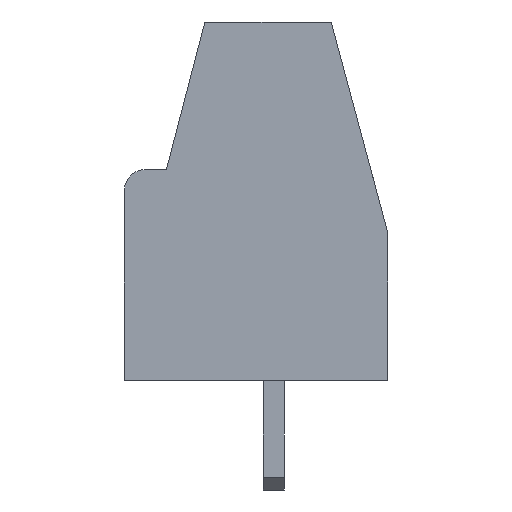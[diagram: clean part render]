
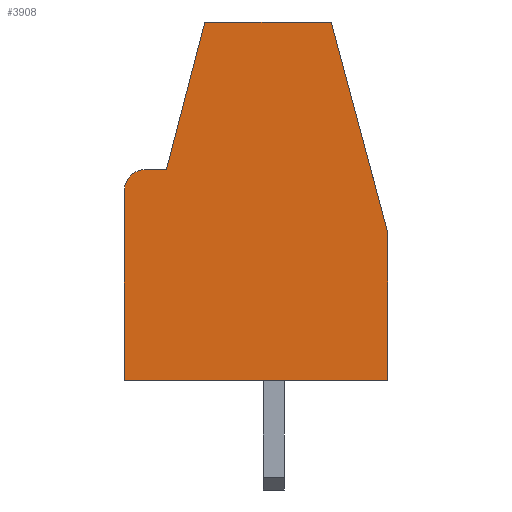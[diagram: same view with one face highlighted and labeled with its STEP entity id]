
A CAD part, left-side view. The second image highlights one B-rep face of the part: STEP entity #3908.
In plain terms, the highlighted planar face has unit normal (-1, 0, 0).
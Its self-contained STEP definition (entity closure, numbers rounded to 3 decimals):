
#1182 = EDGE_LOOP ( 'NONE', ( #14109, #10446, #7790, #14791, #7263, #2538, #21597, #16593 ) ) ;
#1314 = VECTOR ( 'NONE', #9947, 1000. ) ;
#1503 = EDGE_CURVE ( 'NONE', #8306, #32697, #24360, .T. ) ;
#1603 = CARTESIAN_POINT ( 'NONE',  ( -4.05, 2.125, 5. ) ) ;
#1995 = EDGE_CURVE ( 'NONE', #32802, #28160, #13447, .T. ) ;
#2538 = ORIENTED_EDGE ( 'NONE', *, *, #1995, .T. ) ;
#2652 = VERTEX_POINT ( 'NONE', #25376 ) ;
#3220 = EDGE_CURVE ( 'NONE', #28160, #2652, #15898, .T. ) ;
#3908 = ADVANCED_FACE ( 'NONE', ( #20685 ), #29223, .T. ) ;
#4014 = CARTESIAN_POINT ( 'NONE',  ( -4.05, 3.125, 0. ) ) ;
#4567 = CARTESIAN_POINT ( 'NONE',  ( -4.05, 2.125, 5. ) ) ;
#4611 = CARTESIAN_POINT ( 'NONE',  ( -4.05, -3.125, 3.5 ) ) ;
#6386 = CARTESIAN_POINT ( 'NONE',  ( -4.05, 3.125, 0. ) ) ;
#6577 = VERTEX_POINT ( 'NONE', #4014 ) ;
#6678 = CARTESIAN_POINT ( 'NONE',  ( -4.05, -3.125, 0. ) ) ;
#6939 = DIRECTION ( 'NONE',  ( 0., 0., 1. ) ) ;
#7136 = VECTOR ( 'NONE', #20335, 1000. ) ;
#7263 = ORIENTED_EDGE ( 'NONE', *, *, #11779, .T. ) ;
#7555 = AXIS2_PLACEMENT_3D ( 'NONE', #19275, #11311, #35403 ) ;
#7790 = ORIENTED_EDGE ( 'NONE', *, *, #8768, .T. ) ;
#7841 = CARTESIAN_POINT ( 'NONE',  ( -4.05, -3.125, 0. ) ) ;
#8182 = VECTOR ( 'NONE', #23390, 1000. ) ;
#8306 = VERTEX_POINT ( 'NONE', #27102 ) ;
#8768 = EDGE_CURVE ( 'NONE', #18440, #10665, #22584, .T. ) ;
#9947 = DIRECTION ( 'NONE',  ( 0., 0., -1. ) ) ;
#10190 = EDGE_CURVE ( 'NONE', #2652, #8306, #34312, .T. ) ;
#10446 = ORIENTED_EDGE ( 'NONE', *, *, #10470, .T. ) ;
#10470 = EDGE_CURVE ( 'NONE', #32697, #18440, #26449, .T. ) ;
#10665 = VERTEX_POINT ( 'NONE', #30966 ) ;
#11311 = DIRECTION ( 'NONE',  ( -1., 0., 0. ) ) ;
#11779 = EDGE_CURVE ( 'NONE', #6577, #32802, #12166, .T. ) ;
#12166 = LINE ( 'NONE', #6386, #7136 ) ;
#12188 = CARTESIAN_POINT ( 'NONE',  ( -4.05, 2.625, 4.5 ) ) ;
#12845 = VECTOR ( 'NONE', #30014, 1000. ) ;
#12854 = DIRECTION ( 'NONE',  ( 0., 1., 0. ) ) ;
#13447 = LINE ( 'NONE', #7841, #20648 ) ;
#13798 = DIRECTION ( 'NONE',  ( 0., 0., 1. ) ) ;
#14109 = ORIENTED_EDGE ( 'NONE', *, *, #1503, .T. ) ;
#14791 = ORIENTED_EDGE ( 'NONE', *, *, #15449, .T. ) ;
#15449 = EDGE_CURVE ( 'NONE', #10665, #6577, #26425, .T. ) ;
#15592 = VECTOR ( 'NONE', #26965, 1000. ) ;
#15898 = LINE ( 'NONE', #30398, #15592 ) ;
#16593 = ORIENTED_EDGE ( 'NONE', *, *, #10190, .T. ) ;
#18440 = VERTEX_POINT ( 'NONE', #22775 ) ;
#19275 = CARTESIAN_POINT ( 'NONE',  ( -4.05, 2.625, 4.5 ) ) ;
#20335 = DIRECTION ( 'NONE',  ( 0., -1., 0. ) ) ;
#20648 = VECTOR ( 'NONE', #13798, 1000. ) ;
#20685 = FACE_OUTER_BOUND ( 'NONE', #1182, .T. ) ;
#21597 = ORIENTED_EDGE ( 'NONE', *, *, #3220, .T. ) ;
#22584 = CIRCLE ( 'NONE', #7555, 0.5 ) ;
#22775 = CARTESIAN_POINT ( 'NONE',  ( -4.05, 2.625, 5. ) ) ;
#22868 = AXIS2_PLACEMENT_3D ( 'NONE', #12188, #31786, #6939 ) ;
#23390 = DIRECTION ( 'NONE',  ( 0., 1., 0. ) ) ;
#24360 = LINE ( 'NONE', #30742, #12845 ) ;
#25376 = CARTESIAN_POINT ( 'NONE',  ( -4.05, -1.785, 8.5 ) ) ;
#25551 = VECTOR ( 'NONE', #12854, 1000. ) ;
#26425 = LINE ( 'NONE', #29301, #1314 ) ;
#26449 = LINE ( 'NONE', #1603, #25551 ) ;
#26965 = DIRECTION ( 'NONE',  ( 0., 0.259, 0.966 ) ) ;
#27102 = CARTESIAN_POINT ( 'NONE',  ( -4.05, 1.215, 8.5 ) ) ;
#28160 = VERTEX_POINT ( 'NONE', #4611 ) ;
#29223 = PLANE ( 'NONE',  #22868 ) ;
#29301 = CARTESIAN_POINT ( 'NONE',  ( -4.05, 3.125, 4.5 ) ) ;
#30014 = DIRECTION ( 'NONE',  ( 0., 0.252, -0.968 ) ) ;
#30398 = CARTESIAN_POINT ( 'NONE',  ( -4.05, -3.125, 3.5 ) ) ;
#30742 = CARTESIAN_POINT ( 'NONE',  ( -4.05, 1.215, 8.5 ) ) ;
#30966 = CARTESIAN_POINT ( 'NONE',  ( -4.05, 3.125, 4.5 ) ) ;
#31786 = DIRECTION ( 'NONE',  ( -1., 0., 0. ) ) ;
#32697 = VERTEX_POINT ( 'NONE', #4567 ) ;
#32802 = VERTEX_POINT ( 'NONE', #6678 ) ;
#34125 = CARTESIAN_POINT ( 'NONE',  ( -4.05, -1.785, 8.5 ) ) ;
#34312 = LINE ( 'NONE', #34125, #8182 ) ;
#35403 = DIRECTION ( 'NONE',  ( 0., 0., 1. ) ) ;
